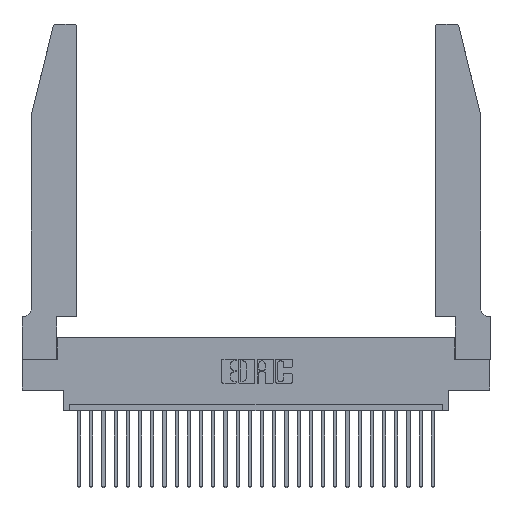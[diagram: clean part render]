
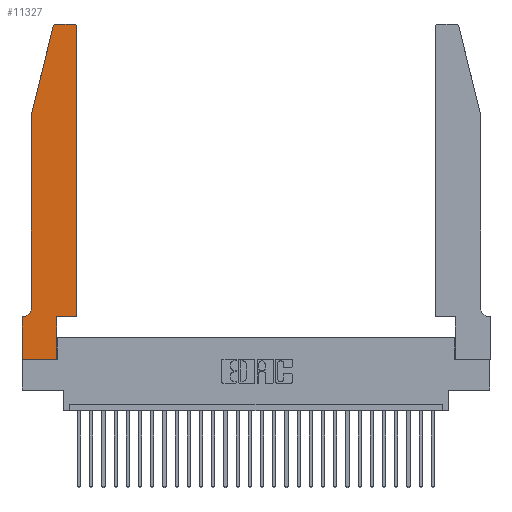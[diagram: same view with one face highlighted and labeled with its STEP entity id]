
A CAD part, top view. The second image highlights one B-rep face of the part: STEP entity #11327.
In plain terms, the highlighted planar face has unit normal (0, 0, 1).
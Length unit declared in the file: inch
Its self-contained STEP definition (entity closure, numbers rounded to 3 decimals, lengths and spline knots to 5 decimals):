
#58 = CARTESIAN_POINT ( 'NONE',  ( 0., 0., 0.37 ) ) ;
#521 = AXIS2_PLACEMENT_3D ( 'NONE', #25607, #1095, #14212 ) ;
#597 = CARTESIAN_POINT ( 'NONE',  ( 0.2865, 0., 0.37 ) ) ;
#815 = LINE ( 'NONE', #16707, #24667 ) ;
#1095 = DIRECTION ( 'NONE',  ( 0., 0., 1. ) ) ;
#1163 = EDGE_CURVE ( 'NONE', #1212, #4345, #4660, .T. ) ;
#1204 = EDGE_CURVE ( 'NONE', #8469, #10395, #13117, .T. ) ;
#1212 = VERTEX_POINT ( 'NONE', #7860 ) ;
#1439 = VECTOR ( 'NONE', #12865, 39.37008 ) ;
#1814 = CARTESIAN_POINT ( 'NONE',  ( 0.4505, 0.35, 0.37 ) ) ;
#2162 = AXIS2_PLACEMENT_3D ( 'NONE', #17401, #8723, #24534 ) ;
#3304 = CARTESIAN_POINT ( 'NONE',  ( 0., 0., 0.37 ) ) ;
#3423 = CARTESIAN_POINT ( 'NONE',  ( 0.4505, 0.35, 0.37 ) ) ;
#3492 = DIRECTION ( 'NONE',  ( 0., -1., 0. ) ) ;
#3511 = EDGE_CURVE ( 'NONE', #15808, #1212, #18307, .T. ) ;
#3675 = ORIENTED_EDGE ( 'NONE', *, *, #19076, .T. ) ;
#3682 = LINE ( 'NONE', #58, #14926 ) ;
#3953 = DIRECTION ( 'NONE',  ( 1., 0., 0. ) ) ;
#4285 = DIRECTION ( 'NONE',  ( 0., 1., 0. ) ) ;
#4345 = VERTEX_POINT ( 'NONE', #16586 ) ;
#4660 = LINE ( 'NONE', #19810, #14878 ) ;
#5139 = ORIENTED_EDGE ( 'NONE', *, *, #16338, .T. ) ;
#6375 = CARTESIAN_POINT ( 'NONE',  ( 0.0055, 0.42, 0.37 ) ) ;
#7860 = CARTESIAN_POINT ( 'NONE',  ( 0.4205, 2.75, 0.37 ) ) ;
#7902 = FACE_OUTER_BOUND ( 'NONE', #17950, .T. ) ;
#7916 = VERTEX_POINT ( 'NONE', #18168 ) ;
#8462 = PLANE ( 'NONE',  #26929 ) ;
#8469 = VERTEX_POINT ( 'NONE', #597 ) ;
#8604 = CARTESIAN_POINT ( 'NONE',  ( 0.4505, 0.35, 0.37 ) ) ;
#8723 = DIRECTION ( 'NONE',  ( 0., 0., 1. ) ) ;
#9617 = LINE ( 'NONE', #3304, #21594 ) ;
#9763 = ORIENTED_EDGE ( 'NONE', *, *, #1163, .T. ) ;
#10171 = CARTESIAN_POINT ( 'NONE',  ( 0.0055, 0.35, 0.37 ) ) ;
#10395 = VERTEX_POINT ( 'NONE', #10982 ) ;
#10626 = CARTESIAN_POINT ( 'NONE',  ( 0.0755, 2., 0.37 ) ) ;
#10827 = CARTESIAN_POINT ( 'NONE',  ( 0., 0.35, 0.37 ) ) ;
#10982 = CARTESIAN_POINT ( 'NONE',  ( 0.2865, 0.35, 0.37 ) ) ;
#11327 = ADVANCED_FACE ( 'NONE', ( #7902 ), #8462, .T. ) ;
#11362 = AXIS2_PLACEMENT_3D ( 'NONE', #6375, #29124, #28939 ) ;
#11446 = EDGE_CURVE ( 'NONE', #7916, #8469, #3682, .T. ) ;
#11801 = CARTESIAN_POINT ( 'NONE',  ( 0.4505, 2.72, 0.37 ) ) ;
#12147 = LINE ( 'NONE', #3423, #21655 ) ;
#12588 = DIRECTION ( 'NONE',  ( 0., -1., 0. ) ) ;
#12666 = VERTEX_POINT ( 'NONE', #17133 ) ;
#12682 = DIRECTION ( 'NONE',  ( 0., 0., 1. ) ) ;
#12865 = DIRECTION ( 'NONE',  ( -0.239, -0.971, 0. ) ) ;
#13117 = LINE ( 'NONE', #20276, #15586 ) ;
#13367 = ORIENTED_EDGE ( 'NONE', *, *, #21171, .T. ) ;
#14212 = DIRECTION ( 'NONE',  ( 1., 0., 0. ) ) ;
#14526 = DIRECTION ( 'NONE',  ( 0., 1., 0. ) ) ;
#14712 = LINE ( 'NONE', #8604, #27733 ) ;
#14877 = CARTESIAN_POINT ( 'NONE',  ( 0., 0.35, 0.37 ) ) ;
#14878 = VECTOR ( 'NONE', #22068, 39.37008 ) ;
#14926 = VECTOR ( 'NONE', #20467, 39.37008 ) ;
#15003 = LINE ( 'NONE', #25892, #22425 ) ;
#15569 = VERTEX_POINT ( 'NONE', #14877 ) ;
#15586 = VECTOR ( 'NONE', #14526, 39.37008 ) ;
#15772 = VERTEX_POINT ( 'NONE', #21047 ) ;
#15808 = VERTEX_POINT ( 'NONE', #11801 ) ;
#16000 = ORIENTED_EDGE ( 'NONE', *, *, #20048, .T. ) ;
#16338 = EDGE_CURVE ( 'NONE', #15569, #7916, #9617, .T. ) ;
#16586 = CARTESIAN_POINT ( 'NONE',  ( 0.284, 2.75, 0.37 ) ) ;
#16707 = CARTESIAN_POINT ( 'NONE',  ( 0.0755, 0.35, 0.37 ) ) ;
#17133 = CARTESIAN_POINT ( 'NONE',  ( 0.0755, 2., 0.37 ) ) ;
#17401 = CARTESIAN_POINT ( 'NONE',  ( 0.4205, 2.72, 0.37 ) ) ;
#17510 = EDGE_CURVE ( 'NONE', #4345, #22632, #28567, .T. ) ;
#17631 = ORIENTED_EDGE ( 'NONE', *, *, #23461, .T. ) ;
#17950 = EDGE_LOOP ( 'NONE', ( #9763, #20960, #13367, #24442, #17631, #16000, #5139, #18712, #21469, #28178, #3675, #28711 ) ) ;
#18168 = CARTESIAN_POINT ( 'NONE',  ( 0., 0., 0.37 ) ) ;
#18307 = CIRCLE ( 'NONE', #2162, 0.03 ) ;
#18712 = ORIENTED_EDGE ( 'NONE', *, *, #11446, .T. ) ;
#19019 = LINE ( 'NONE', #10626, #1439 ) ;
#19076 = EDGE_CURVE ( 'NONE', #23384, #15808, #14712, .T. ) ;
#19810 = CARTESIAN_POINT ( 'NONE',  ( 0.2605, 2.75, 0.37 ) ) ;
#20048 = EDGE_CURVE ( 'NONE', #22578, #15569, #815, .T. ) ;
#20276 = CARTESIAN_POINT ( 'NONE',  ( 0.2865, 0.35, 0.37 ) ) ;
#20467 = DIRECTION ( 'NONE',  ( 1., 0., 0. ) ) ;
#20960 = ORIENTED_EDGE ( 'NONE', *, *, #17510, .T. ) ;
#21047 = CARTESIAN_POINT ( 'NONE',  ( 0.0755, 0.42, 0.37 ) ) ;
#21171 = EDGE_CURVE ( 'NONE', #22632, #12666, #19019, .T. ) ;
#21469 = ORIENTED_EDGE ( 'NONE', *, *, #1204, .T. ) ;
#21594 = VECTOR ( 'NONE', #12588, 39.37008 ) ;
#21655 = VECTOR ( 'NONE', #27327, 39.37008 ) ;
#22068 = DIRECTION ( 'NONE',  ( -1., 0., 0. ) ) ;
#22425 = VECTOR ( 'NONE', #3492, 39.37008 ) ;
#22578 = VERTEX_POINT ( 'NONE', #10171 ) ;
#22590 = EDGE_CURVE ( 'NONE', #12666, #15772, #15003, .T. ) ;
#22632 = VERTEX_POINT ( 'NONE', #24599 ) ;
#22740 = CIRCLE ( 'NONE', #11362, 0.07 ) ;
#23384 = VERTEX_POINT ( 'NONE', #1814 ) ;
#23424 = DIRECTION ( 'NONE',  ( -1., 0., 0. ) ) ;
#23461 = EDGE_CURVE ( 'NONE', #15772, #22578, #22740, .T. ) ;
#24442 = ORIENTED_EDGE ( 'NONE', *, *, #22590, .T. ) ;
#24534 = DIRECTION ( 'NONE',  ( 1., 0., 0. ) ) ;
#24599 = CARTESIAN_POINT ( 'NONE',  ( 0.25487, 2.72718, 0.37 ) ) ;
#24667 = VECTOR ( 'NONE', #23424, 39.37008 ) ;
#25607 = CARTESIAN_POINT ( 'NONE',  ( 0.284, 2.72, 0.37 ) ) ;
#25892 = CARTESIAN_POINT ( 'NONE',  ( 0.0755, 2., 0.37 ) ) ;
#26929 = AXIS2_PLACEMENT_3D ( 'NONE', #10827, #12682, #3953 ) ;
#27327 = DIRECTION ( 'NONE',  ( 1., 0., 0. ) ) ;
#27733 = VECTOR ( 'NONE', #4285, 39.37008 ) ;
#27961 = EDGE_CURVE ( 'NONE', #10395, #23384, #12147, .T. ) ;
#28178 = ORIENTED_EDGE ( 'NONE', *, *, #27961, .T. ) ;
#28567 = CIRCLE ( 'NONE', #521, 0.03 ) ;
#28711 = ORIENTED_EDGE ( 'NONE', *, *, #3511, .T. ) ;
#28939 = DIRECTION ( 'NONE',  ( -1., 0., 0. ) ) ;
#29124 = DIRECTION ( 'NONE',  ( 0., 0., -1. ) ) ;
